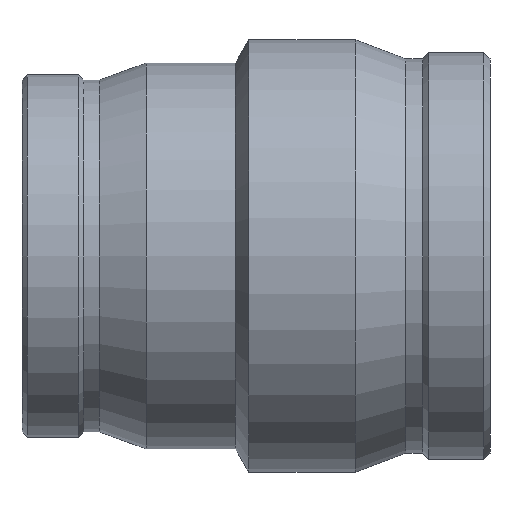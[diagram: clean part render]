
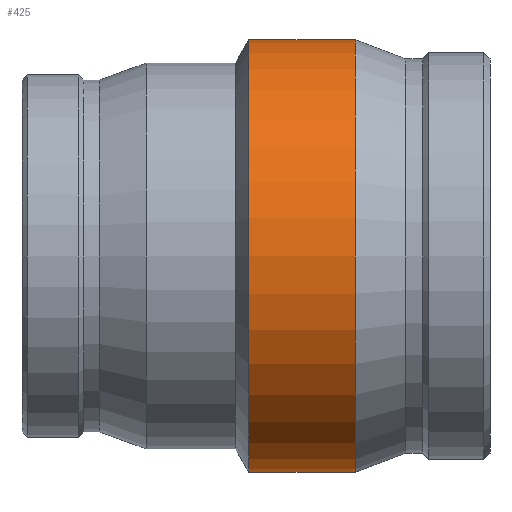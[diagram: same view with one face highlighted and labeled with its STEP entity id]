
A CAD part, front view. The second image highlights one B-rep face of the part: STEP entity #425.
In plain terms, the highlighted cylindrical face has radius 79 mm (diameter 158 mm), a full revolution.
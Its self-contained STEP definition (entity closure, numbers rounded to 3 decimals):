
#48=FACE_BOUND('',#162,.T.);
#75=CYLINDRICAL_SURFACE('',#485,79.);
#103=FACE_OUTER_BOUND('',#161,.T.);
#161=EDGE_LOOP('',(#354));
#162=EDGE_LOOP('',(#355));
#218=CIRCLE('',#484,79.);
#219=CIRCLE('',#486,79.);
#257=VERTEX_POINT('',#803);
#258=VERTEX_POINT('',#806);
#296=EDGE_CURVE('',#257,#257,#218,.T.);
#297=EDGE_CURVE('',#258,#258,#219,.T.);
#354=ORIENTED_EDGE('',*,*,#296,.T.);
#355=ORIENTED_EDGE('',*,*,#297,.F.);
#425=ADVANCED_FACE('',(#103,#48),#75,.T.);
#484=AXIS2_PLACEMENT_3D('',#804,#600,#601);
#485=AXIS2_PLACEMENT_3D('',#805,#602,#603);
#486=AXIS2_PLACEMENT_3D('',#807,#604,#605);
#600=DIRECTION('center_axis',(1.,0.,0.));
#601=DIRECTION('ref_axis',(0.,0.,-1.));
#602=DIRECTION('center_axis',(1.,0.,0.));
#603=DIRECTION('ref_axis',(0.,1.,0.));
#604=DIRECTION('center_axis',(1.,0.,0.));
#605=DIRECTION('ref_axis',(0.,0.,-1.));
#803=CARTESIAN_POINT('',(-2.593,79.,0.));
#804=CARTESIAN_POINT('Origin',(-2.593,0.,0.));
#805=CARTESIAN_POINT('Origin',(16.811,0.,0.));
#806=CARTESIAN_POINT('',(36.215,79.,0.));
#807=CARTESIAN_POINT('Origin',(36.215,0.,0.));
